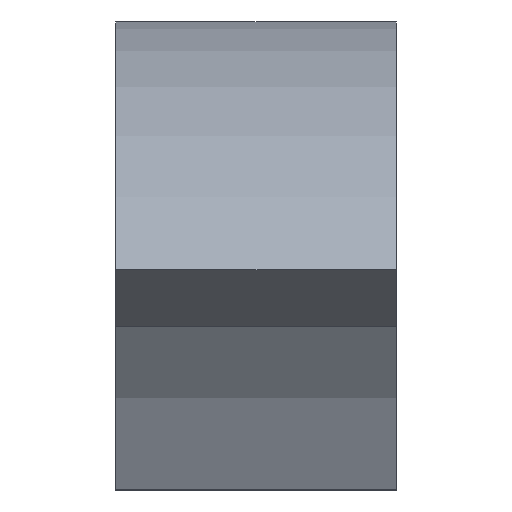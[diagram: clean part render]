
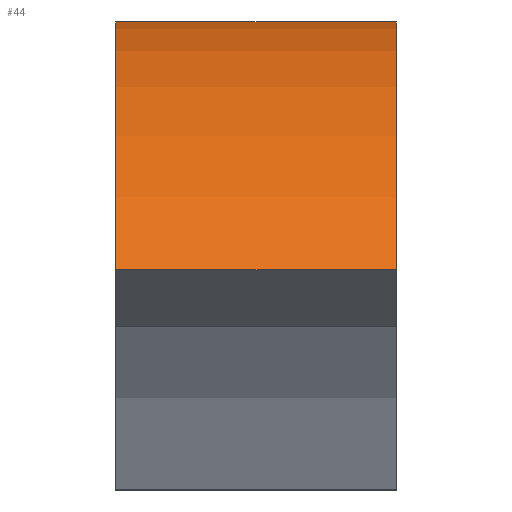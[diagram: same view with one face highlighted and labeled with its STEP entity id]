
A CAD part, top view. The second image highlights one B-rep face of the part: STEP entity #44.
In plain terms, the highlighted cylindrical face has radius 117.728 mm (diameter 235.456 mm), a partial arc.
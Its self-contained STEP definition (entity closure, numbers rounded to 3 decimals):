
#11 = DIRECTION ( 'NONE',  ( -1., 0., 0. ) ) ;
#13 = VERTEX_POINT ( 'NONE', #35 ) ;
#15 = DIRECTION ( 'NONE',  ( 1., 0., 0. ) ) ;
#19 = AXIS2_PLACEMENT_3D ( 'NONE', #305, #15, #165 ) ;
#25 = ORIENTED_EDGE ( 'NONE', *, *, #64, .F. ) ;
#35 = CARTESIAN_POINT ( 'NONE',  ( 24., -2.595, 196.185 ) ) ;
#44 = ADVANCED_FACE ( 'NONE', ( #280 ), #131, .T. ) ;
#49 = AXIS2_PLACEMENT_3D ( 'NONE', #301, #167, #168 ) ;
#50 = CARTESIAN_POINT ( 'NONE',  ( 24., 40., 105.549 ) ) ;
#53 = EDGE_LOOP ( 'NONE', ( #236, #25, #304, #316 ) ) ;
#64 = EDGE_CURVE ( 'NONE', #13, #310, #187, .T. ) ;
#75 = VERTEX_POINT ( 'NONE', #303 ) ;
#79 = EDGE_CURVE ( 'NONE', #227, #13, #294, .T. ) ;
#82 = DIRECTION ( 'NONE',  ( -1., 0., 0. ) ) ;
#83 = CIRCLE ( 'NONE', #19, 117.728 ) ;
#88 = EDGE_CURVE ( 'NONE', #75, #310, #83, .T. ) ;
#109 = AXIS2_PLACEMENT_3D ( 'NONE', #269, #11, #268 ) ;
#110 = DIRECTION ( 'NONE',  ( -1., 0., 0. ) ) ;
#131 = CYLINDRICAL_SURFACE ( 'NONE', #109, 117.728 ) ;
#161 = EDGE_CURVE ( 'NONE', #227, #75, #265, .T. ) ;
#165 = DIRECTION ( 'NONE',  ( 0., 0., -1. ) ) ;
#167 = DIRECTION ( 'NONE',  ( 1., 0., 0. ) ) ;
#168 = DIRECTION ( 'NONE',  ( 0., 0., -1. ) ) ;
#187 = LINE ( 'NONE', #248, #325 ) ;
#195 = VECTOR ( 'NONE', #110, 1000. ) ;
#227 = VERTEX_POINT ( 'NONE', #50 ) ;
#236 = ORIENTED_EDGE ( 'NONE', *, *, #88, .T. ) ;
#248 = CARTESIAN_POINT ( 'NONE',  ( 24., -2.595, 196.185 ) ) ;
#256 = CARTESIAN_POINT ( 'NONE',  ( -24., -2.595, 196.185 ) ) ;
#265 = LINE ( 'NONE', #274, #195 ) ;
#268 = DIRECTION ( 'NONE',  ( 0., 0., 1. ) ) ;
#269 = CARTESIAN_POINT ( 'NONE',  ( 24., -77.728, 105.549 ) ) ;
#274 = CARTESIAN_POINT ( 'NONE',  ( 24., 40., 105.549 ) ) ;
#280 = FACE_OUTER_BOUND ( 'NONE', #53, .T. ) ;
#294 = CIRCLE ( 'NONE', #49, 117.728 ) ;
#301 = CARTESIAN_POINT ( 'NONE',  ( 24., -77.728, 105.549 ) ) ;
#303 = CARTESIAN_POINT ( 'NONE',  ( -24., 40., 105.549 ) ) ;
#304 = ORIENTED_EDGE ( 'NONE', *, *, #79, .F. ) ;
#305 = CARTESIAN_POINT ( 'NONE',  ( -24., -77.728, 105.549 ) ) ;
#310 = VERTEX_POINT ( 'NONE', #256 ) ;
#316 = ORIENTED_EDGE ( 'NONE', *, *, #161, .T. ) ;
#325 = VECTOR ( 'NONE', #82, 1000. ) ;
